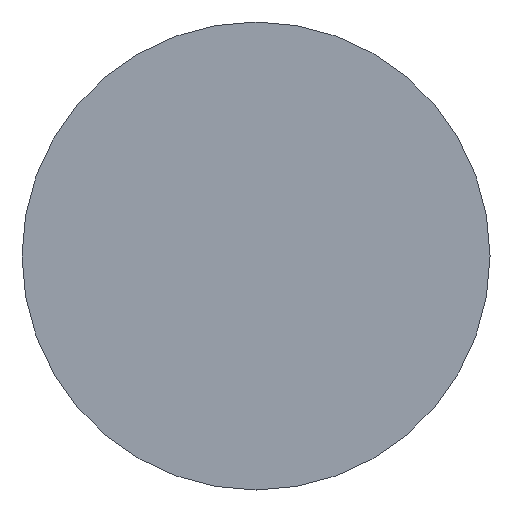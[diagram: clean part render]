
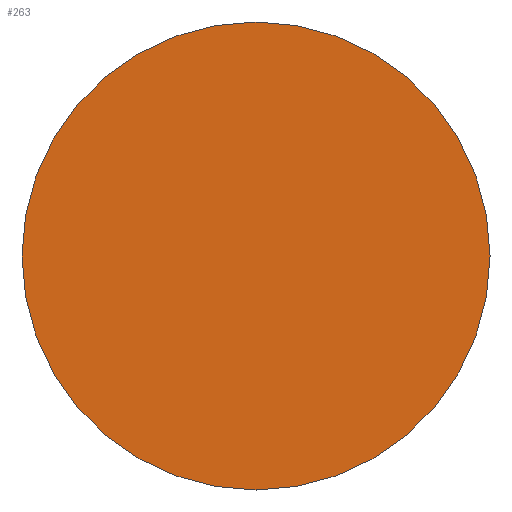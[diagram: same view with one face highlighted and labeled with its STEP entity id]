
A CAD part, front view. The second image highlights one B-rep face of the part: STEP entity #263.
In plain terms, the highlighted planar face has unit normal (0, -1, 0).
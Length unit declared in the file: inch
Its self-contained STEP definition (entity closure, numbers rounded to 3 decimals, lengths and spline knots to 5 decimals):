
#30 = CARTESIAN_POINT ( 'NONE',  ( 0., 0., 0. ) ) ;
#45 = CARTESIAN_POINT ( 'NONE',  ( 0., 0., -0.09375 ) ) ;
#71 = CIRCLE ( 'NONE', #143, 0.09375 ) ;
#78 = DIRECTION ( 'NONE',  ( 0., 0., -1. ) ) ;
#103 = AXIS2_PLACEMENT_3D ( 'NONE', #236, #304, #145 ) ;
#114 = VERTEX_POINT ( 'NONE', #45 ) ;
#121 = DIRECTION ( 'NONE',  ( 0., -1., 0. ) ) ;
#131 = ORIENTED_EDGE ( 'NONE', *, *, #170, .T. ) ;
#143 = AXIS2_PLACEMENT_3D ( 'NONE', #195, #287, #78 ) ;
#145 = DIRECTION ( 'NONE',  ( 0., 0., -1. ) ) ;
#170 = EDGE_CURVE ( 'NONE', #244, #114, #306, .T. ) ;
#191 = CARTESIAN_POINT ( 'NONE',  ( 0., 0., 0.09375 ) ) ;
#195 = CARTESIAN_POINT ( 'NONE',  ( 0., 0., 0. ) ) ;
#196 = FACE_OUTER_BOUND ( 'NONE', #295, .T. ) ;
#198 = ORIENTED_EDGE ( 'NONE', *, *, #202, .T. ) ;
#202 = EDGE_CURVE ( 'NONE', #114, #244, #71, .T. ) ;
#205 = AXIS2_PLACEMENT_3D ( 'NONE', #30, #121, #222 ) ;
#222 = DIRECTION ( 'NONE',  ( 0., 0., -1. ) ) ;
#236 = CARTESIAN_POINT ( 'NONE',  ( 0., 0., 0. ) ) ;
#244 = VERTEX_POINT ( 'NONE', #191 ) ;
#263 = ADVANCED_FACE ( 'NONE', ( #196 ), #281, .T. ) ;
#281 = PLANE ( 'NONE',  #103 ) ;
#287 = DIRECTION ( 'NONE',  ( 0., -1., 0. ) ) ;
#295 = EDGE_LOOP ( 'NONE', ( #198, #131 ) ) ;
#304 = DIRECTION ( 'NONE',  ( 0., -1., 0. ) ) ;
#306 = CIRCLE ( 'NONE', #205, 0.09375 ) ;
